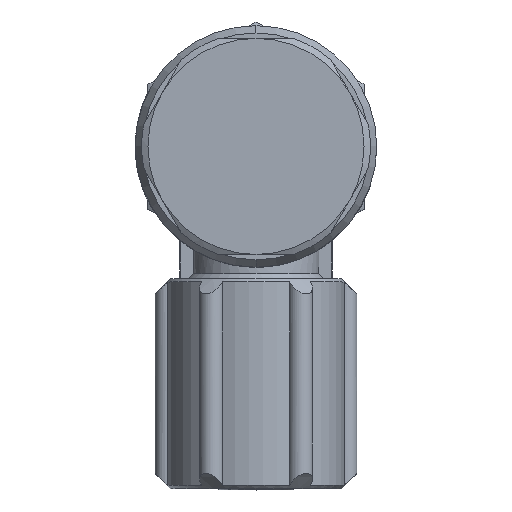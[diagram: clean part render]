
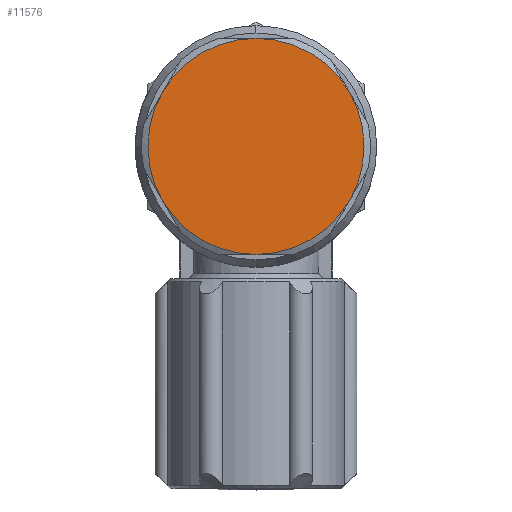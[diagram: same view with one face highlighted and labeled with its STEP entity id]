
A CAD part, top view. The second image highlights one B-rep face of the part: STEP entity #11576.
In plain terms, the highlighted planar face has unit normal (0, 0, 1).
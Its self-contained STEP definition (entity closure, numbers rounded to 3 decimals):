
#11184=CARTESIAN_POINT('',(-7.361,4.343,17.6));
#11185=VERTEX_POINT('',#11184);
#11266=CARTESIAN_POINT('',(7.367,4.353,17.6));
#11267=VERTEX_POINT('',#11266);
#11281=CARTESIAN_POINT('',(7.355,4.332,17.6));
#11282=VERTEX_POINT('',#11281);
#11283=CARTESIAN_POINT('',(7.367,4.353,17.6));
#11284=DIRECTION('',(-0.5,-0.866,0.0));
#11285=VECTOR('',#11284,0.023);
#11286=LINE('',#11283,#11285);
#11287=EDGE_CURVE('',#11267,#11282,#11286,.T.);
#11467=CARTESIAN_POINT('',(0.,0.093,17.6));
#11468=VERTEX_POINT('',#11467);
#11512=CARTESIAN_POINT('',(4.907,17.093,17.6));
#11513=DIRECTION('',(0.0,0.0,-1.0));
#11514=DIRECTION('',(-1.0,0.0,0.0));
#11515=AXIS2_PLACEMENT_3D('',#11512,#11513,#11514);
#11516=PLANE('',#11515);
#11517=CARTESIAN_POINT('',(7.367,12.832,17.6));
#11518=VERTEX_POINT('',#11517);
#11519=CARTESIAN_POINT('',(0.0,8.593,17.6));
#11520=DIRECTION('',(0.0,0.0,1.0));
#11521=DIRECTION('',(-1.0,0.0,0.0));
#11522=AXIS2_PLACEMENT_3D('',#11519,#11520,#11521);
#11523=CIRCLE('',#11522,8.5);
#11524=EDGE_CURVE('',#11267,#11518,#11523,.T.);
#11525=ORIENTED_EDGE('',*,*,#11524,.T.);
#11526=CARTESIAN_POINT('',(7.355,12.853,17.6));
#11527=VERTEX_POINT('',#11526);
#11528=CARTESIAN_POINT('',(7.355,12.853,17.6));
#11529=DIRECTION('',(0.5,-0.866,0.0));
#11530=VECTOR('',#11529,0.023);
#11531=LINE('',#11528,#11530);
#11532=EDGE_CURVE('',#11527,#11518,#11531,.T.);
#11533=ORIENTED_EDGE('',*,*,#11532,.F.);
#11534=CARTESIAN_POINT('',(0.0,17.093,17.6));
#11535=VERTEX_POINT('',#11534);
#11536=CARTESIAN_POINT('',(0.0,8.593,17.6));
#11537=DIRECTION('',(0.0,0.0,1.0));
#11538=DIRECTION('',(-1.0,0.0,0.0));
#11539=AXIS2_PLACEMENT_3D('',#11536,#11537,#11538);
#11540=CIRCLE('',#11539,8.5);
#11541=EDGE_CURVE('',#11527,#11535,#11540,.T.);
#11542=ORIENTED_EDGE('',*,*,#11541,.T.);
#11543=CARTESIAN_POINT('',(-7.361,12.843,17.6));
#11544=VERTEX_POINT('',#11543);
#11545=CARTESIAN_POINT('',(0.0,8.593,17.6));
#11546=DIRECTION('',(0.0,0.0,1.0));
#11547=DIRECTION('',(-1.0,0.0,0.0));
#11548=AXIS2_PLACEMENT_3D('',#11545,#11546,#11547);
#11549=CIRCLE('',#11548,8.5);
#11550=EDGE_CURVE('',#11535,#11544,#11549,.T.);
#11551=ORIENTED_EDGE('',*,*,#11550,.T.);
#11552=CARTESIAN_POINT('',(0.0,8.593,17.6));
#11553=DIRECTION('',(0.0,0.0,1.0));
#11554=DIRECTION('',(-1.0,0.0,0.0));
#11555=AXIS2_PLACEMENT_3D('',#11552,#11553,#11554);
#11556=CIRCLE('',#11555,8.5);
#11557=EDGE_CURVE('',#11544,#11185,#11556,.T.);
#11558=ORIENTED_EDGE('',*,*,#11557,.T.);
#11559=CARTESIAN_POINT('',(0.0,8.593,17.6));
#11560=DIRECTION('',(0.0,0.0,1.0));
#11561=DIRECTION('',(-1.0,0.0,0.0));
#11562=AXIS2_PLACEMENT_3D('',#11559,#11560,#11561);
#11563=CIRCLE('',#11562,8.5);
#11564=EDGE_CURVE('',#11185,#11468,#11563,.T.);
#11565=ORIENTED_EDGE('',*,*,#11564,.T.);
#11566=CARTESIAN_POINT('',(0.0,8.593,17.6));
#11567=DIRECTION('',(0.0,0.0,1.0));
#11568=DIRECTION('',(-1.0,0.0,0.0));
#11569=AXIS2_PLACEMENT_3D('',#11566,#11567,#11568);
#11570=CIRCLE('',#11569,8.5);
#11571=EDGE_CURVE('',#11468,#11282,#11570,.T.);
#11572=ORIENTED_EDGE('',*,*,#11571,.T.);
#11573=ORIENTED_EDGE('',*,*,#11287,.F.);
#11574=EDGE_LOOP('',(#11525,#11533,#11542,#11551,#11558,#11565,#11572,#11573));
#11575=FACE_OUTER_BOUND('',#11574,.T.);
#11576=ADVANCED_FACE('',(#11575),#11516,.F.);
